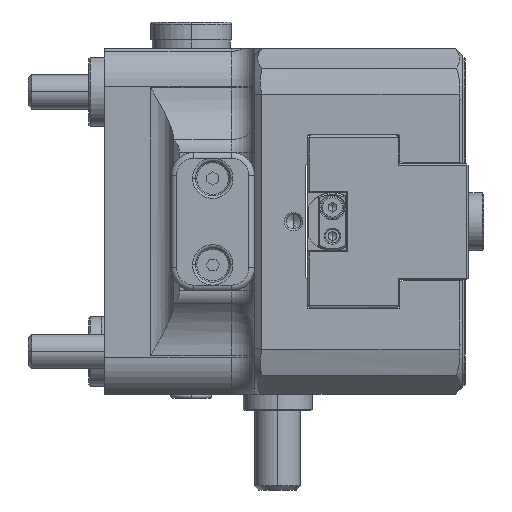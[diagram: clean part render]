
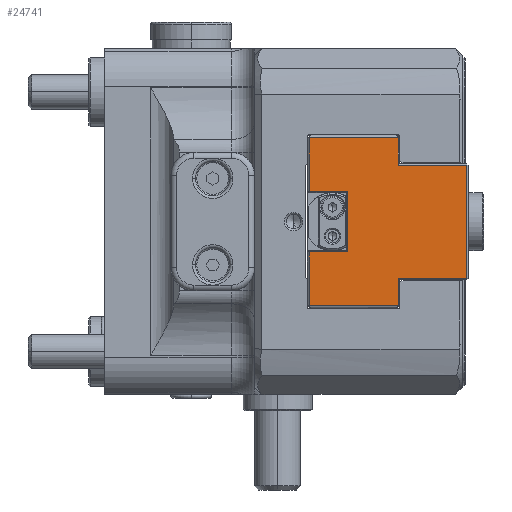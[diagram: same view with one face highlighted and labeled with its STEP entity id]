
A CAD part, left-side view. The second image highlights one B-rep face of the part: STEP entity #24741.
In plain terms, the highlighted planar face has unit normal (-1, 0, 0).
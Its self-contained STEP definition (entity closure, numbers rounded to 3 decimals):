
#562 = LINE ( 'NONE', #42325, #13180 ) ;
#594 = DIRECTION ( 'NONE',  ( 0., -1., 0. ) ) ;
#1684 = VECTOR ( 'NONE', #24785, 1000. ) ;
#1781 = CARTESIAN_POINT ( 'NONE',  ( -75.296, 12.072, -9.8 ) ) ;
#2652 = VECTOR ( 'NONE', #67470, 1000. ) ;
#4583 = CARTESIAN_POINT ( 'NONE',  ( -75.296, 0., 0. ) ) ;
#6201 = CARTESIAN_POINT ( 'NONE',  ( -75.296, 0.2, 9.8 ) ) ;
#7600 = LINE ( 'NONE', #64525, #16865 ) ;
#8414 = VERTEX_POINT ( 'NONE', #12445 ) ;
#8416 = ORIENTED_EDGE ( 'NONE', *, *, #53663, .T. ) ;
#9560 = VERTEX_POINT ( 'NONE', #55909 ) ;
#10506 = CARTESIAN_POINT ( 'NONE',  ( -75.296, 20.85, 5.25 ) ) ;
#11053 = ORIENTED_EDGE ( 'NONE', *, *, #57851, .T. ) ;
#11219 = DIRECTION ( 'NONE',  ( 0., -1., 0. ) ) ;
#12445 = CARTESIAN_POINT ( 'NONE',  ( -75.296, 12.072, 9.8 ) ) ;
#13180 = VECTOR ( 'NONE', #20994, 1000. ) ;
#13864 = LINE ( 'NONE', #58490, #55070 ) ;
#13907 = CARTESIAN_POINT ( 'NONE',  ( -75.296, 27.85, 14.525 ) ) ;
#14951 = VECTOR ( 'NONE', #35877, 1000. ) ;
#15094 = LINE ( 'NONE', #43731, #45384 ) ;
#15277 = DIRECTION ( 'NONE',  ( 0., 0., -1. ) ) ;
#15602 = VERTEX_POINT ( 'NONE', #37615 ) ;
#16865 = VECTOR ( 'NONE', #594, 1000. ) ;
#16992 = LINE ( 'NONE', #51345, #2652 ) ;
#17183 = FACE_OUTER_BOUND ( 'NONE', #64695, .T. ) ;
#17830 = VERTEX_POINT ( 'NONE', #55804 ) ;
#19486 = CARTESIAN_POINT ( 'NONE',  ( -75.296, 21.05, 5.25 ) ) ;
#20292 = EDGE_CURVE ( 'NONE', #42604, #54091, #67194, .T. ) ;
#20994 = DIRECTION ( 'NONE',  ( 0., 0., 1. ) ) ;
#21140 = VERTEX_POINT ( 'NONE', #37878 ) ;
#21270 = VERTEX_POINT ( 'NONE', #44666 ) ;
#21432 = LINE ( 'NONE', #69188, #62570 ) ;
#21628 = VERTEX_POINT ( 'NONE', #10506 ) ;
#21778 = ORIENTED_EDGE ( 'NONE', *, *, #31443, .T. ) ;
#22021 = EDGE_CURVE ( 'NONE', #15602, #52460, #59487, .T. ) ;
#22680 = VECTOR ( 'NONE', #66231, 1000. ) ;
#22966 = LINE ( 'NONE', #19486, #48125 ) ;
#23315 = LINE ( 'NONE', #48833, #37569 ) ;
#24741 = ADVANCED_FACE ( 'NONE', ( #17183 ), #26254, .T. ) ;
#24745 = ORIENTED_EDGE ( 'NONE', *, *, #33139, .T. ) ;
#24785 = DIRECTION ( 'NONE',  ( 0., 1., 0. ) ) ;
#26218 = EDGE_CURVE ( 'NONE', #21140, #21628, #22966, .T. ) ;
#26254 = PLANE ( 'NONE',  #42396 ) ;
#26571 = VERTEX_POINT ( 'NONE', #28360 ) ;
#27542 = DIRECTION ( 'NONE',  ( 0., 0., -1. ) ) ;
#28360 = CARTESIAN_POINT ( 'NONE',  ( -75.296, 12.072, -14.525 ) ) ;
#31443 = EDGE_CURVE ( 'NONE', #26571, #68102, #562, .T. ) ;
#31678 = DIRECTION ( 'NONE',  ( 0., 0., -1. ) ) ;
#33041 = CARTESIAN_POINT ( 'NONE',  ( -75.296, 27.5, -5.25 ) ) ;
#33139 = EDGE_CURVE ( 'NONE', #68102, #15602, #7600, .T. ) ;
#33613 = CARTESIAN_POINT ( 'NONE',  ( -75.296, 27.5, -5.25 ) ) ;
#33811 = ORIENTED_EDGE ( 'NONE', *, *, #20292, .T. ) ;
#35683 = EDGE_CURVE ( 'NONE', #9560, #21140, #51181, .T. ) ;
#35877 = DIRECTION ( 'NONE',  ( 0., 0., 1. ) ) ;
#37569 = VECTOR ( 'NONE', #11219, 1000. ) ;
#37615 = CARTESIAN_POINT ( 'NONE',  ( -75.296, 0.2, -9.8 ) ) ;
#37878 = CARTESIAN_POINT ( 'NONE',  ( -75.296, 27.5, 5.25 ) ) ;
#38968 = EDGE_CURVE ( 'NONE', #8414, #17830, #21432, .T. ) ;
#41955 = CARTESIAN_POINT ( 'NONE',  ( -75.296, 20.85, -5.25 ) ) ;
#42325 = CARTESIAN_POINT ( 'NONE',  ( -75.296, 12.072, -10. ) ) ;
#42396 = AXIS2_PLACEMENT_3D ( 'NONE', #4583, #63808, #31678 ) ;
#42604 = VERTEX_POINT ( 'NONE', #41955 ) ;
#43731 = CARTESIAN_POINT ( 'NONE',  ( -75.296, 20.85, -5.05 ) ) ;
#44448 = CARTESIAN_POINT ( 'NONE',  ( -75.296, 27.5, -14.525 ) ) ;
#44666 = CARTESIAN_POINT ( 'NONE',  ( -75.296, 27.5, -14.525 ) ) ;
#44852 = ORIENTED_EDGE ( 'NONE', *, *, #45878, .T. ) ;
#45384 = VECTOR ( 'NONE', #27542, 1000. ) ;
#45762 = ORIENTED_EDGE ( 'NONE', *, *, #38968, .T. ) ;
#45878 = EDGE_CURVE ( 'NONE', #54091, #21270, #13864, .T. ) ;
#48125 = VECTOR ( 'NONE', #62416, 1000. ) ;
#48833 = CARTESIAN_POINT ( 'NONE',  ( -75.296, 11.872, -14.525 ) ) ;
#50708 = ORIENTED_EDGE ( 'NONE', *, *, #62391, .T. ) ;
#51181 = LINE ( 'NONE', #44448, #22680 ) ;
#51345 = CARTESIAN_POINT ( 'NONE',  ( -75.296, 11.872, 9.8 ) ) ;
#52169 = ORIENTED_EDGE ( 'NONE', *, *, #22021, .T. ) ;
#52460 = VERTEX_POINT ( 'NONE', #6201 ) ;
#53663 = EDGE_CURVE ( 'NONE', #52460, #8414, #16992, .T. ) ;
#54091 = VERTEX_POINT ( 'NONE', #33041 ) ;
#54394 = ORIENTED_EDGE ( 'NONE', *, *, #26218, .T. ) ;
#54483 = ORIENTED_EDGE ( 'NONE', *, *, #35683, .T. ) ;
#54653 = VECTOR ( 'NONE', #54922, 1000. ) ;
#54922 = DIRECTION ( 'NONE',  ( 0., 1., 0. ) ) ;
#55070 = VECTOR ( 'NONE', #15277, 1000. ) ;
#55249 = ORIENTED_EDGE ( 'NONE', *, *, #55622, .T. ) ;
#55622 = EDGE_CURVE ( 'NONE', #21628, #42604, #15094, .T. ) ;
#55804 = CARTESIAN_POINT ( 'NONE',  ( -75.296, 12.072, 14.525 ) ) ;
#55909 = CARTESIAN_POINT ( 'NONE',  ( -75.296, 27.5, 14.525 ) ) ;
#57674 = CARTESIAN_POINT ( 'NONE',  ( -75.296, 0.2, 10. ) ) ;
#57851 = EDGE_CURVE ( 'NONE', #21270, #26571, #23315, .T. ) ;
#58490 = CARTESIAN_POINT ( 'NONE',  ( -75.296, 27.5, -14.525 ) ) ;
#59487 = LINE ( 'NONE', #57674, #14951 ) ;
#62247 = LINE ( 'NONE', #13907, #1684 ) ;
#62391 = EDGE_CURVE ( 'NONE', #17830, #9560, #62247, .T. ) ;
#62416 = DIRECTION ( 'NONE',  ( 0., -1., 0. ) ) ;
#62570 = VECTOR ( 'NONE', #63880, 1000. ) ;
#63808 = DIRECTION ( 'NONE',  ( -1., 0., 0. ) ) ;
#63880 = DIRECTION ( 'NONE',  ( 0., 0., 1. ) ) ;
#64525 = CARTESIAN_POINT ( 'NONE',  ( -75.296, 0., -9.8 ) ) ;
#64695 = EDGE_LOOP ( 'NONE', ( #54483, #54394, #55249, #33811, #44852, #11053, #21778, #24745, #52169, #8416, #45762, #50708 ) ) ;
#66231 = DIRECTION ( 'NONE',  ( 0., 0., -1. ) ) ;
#67194 = LINE ( 'NONE', #33613, #54653 ) ;
#67470 = DIRECTION ( 'NONE',  ( 0., 1., 0. ) ) ;
#68102 = VERTEX_POINT ( 'NONE', #1781 ) ;
#69188 = CARTESIAN_POINT ( 'NONE',  ( -75.296, 12.072, 14.525 ) ) ;
